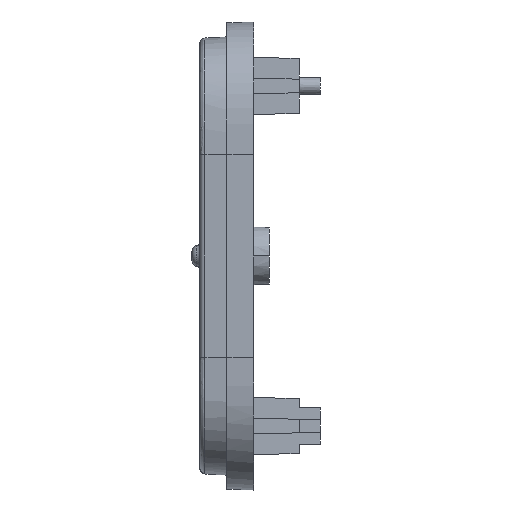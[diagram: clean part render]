
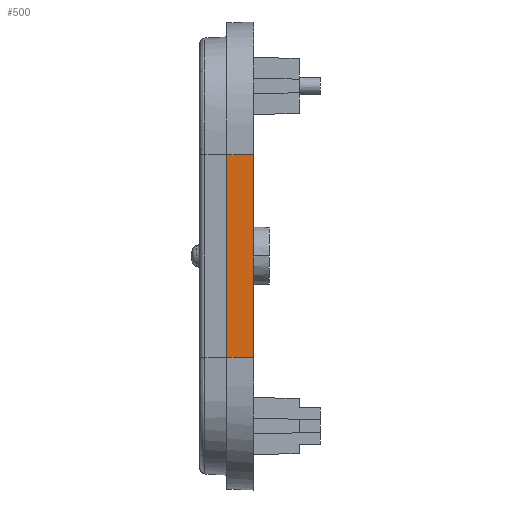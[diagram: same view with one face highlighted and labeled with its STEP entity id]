
A CAD part, left-side view. The second image highlights one B-rep face of the part: STEP entity #500.
In plain terms, the highlighted planar face has unit normal (-0.999, 0.035, 0).
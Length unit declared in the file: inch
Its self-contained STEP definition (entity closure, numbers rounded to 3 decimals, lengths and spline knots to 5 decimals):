
#31 = VERTEX_POINT ( 'NONE', #3642 ) ;
#114 = LINE ( 'NONE', #3852, #2808 ) ;
#266 = PLANE ( 'NONE',  #5535 ) ;
#450 = ORIENTED_EDGE ( 'NONE', *, *, #537, .T. ) ;
#454 = CARTESIAN_POINT ( 'NONE',  ( -1.12242, 0.5985, 0.18759 ) ) ;
#465 = DIRECTION ( 'NONE',  ( 0.035, 0.999, 0. ) ) ;
#500 = ADVANCED_FACE ( 'NONE', ( #5689 ), #266, .T. ) ;
#533 = CARTESIAN_POINT ( 'NONE',  ( -1.12067, 0.6485, -0.18759 ) ) ;
#537 = EDGE_CURVE ( 'NONE', #31, #2647, #5397, .T. ) ;
#623 = EDGE_LOOP ( 'NONE', ( #450, #1938, #2091, #4762 ) ) ;
#776 = VECTOR ( 'NONE', #3432, 39.37008 ) ;
#915 = DIRECTION ( 'NONE',  ( 0., 0., -1. ) ) ;
#1158 = DIRECTION ( 'NONE',  ( 0.035, 0.999, 0. ) ) ;
#1515 = VERTEX_POINT ( 'NONE', #4106 ) ;
#1938 = ORIENTED_EDGE ( 'NONE', *, *, #3169, .F. ) ;
#1957 = VECTOR ( 'NONE', #465, 39.37008 ) ;
#2091 = ORIENTED_EDGE ( 'NONE', *, *, #4895, .F. ) ;
#2415 = DIRECTION ( 'NONE',  ( -0.999, 0.035, 0. ) ) ;
#2647 = VERTEX_POINT ( 'NONE', #533 ) ;
#2808 = VECTOR ( 'NONE', #1158, 39.37008 ) ;
#2915 = CARTESIAN_POINT ( 'NONE',  ( -1.12242, 0.5985, 0.18759 ) ) ;
#3169 = EDGE_CURVE ( 'NONE', #1515, #2647, #114, .T. ) ;
#3276 = EDGE_CURVE ( 'NONE', #3600, #31, #4368, .T. ) ;
#3362 = LINE ( 'NONE', #454, #4278 ) ;
#3432 = DIRECTION ( 'NONE',  ( 0., 0., -1. ) ) ;
#3600 = VERTEX_POINT ( 'NONE', #2915 ) ;
#3642 = CARTESIAN_POINT ( 'NONE',  ( -1.12067, 0.6485, 0.18759 ) ) ;
#3852 = CARTESIAN_POINT ( 'NONE',  ( -1.12067, 0.6485, -0.18759 ) ) ;
#4106 = CARTESIAN_POINT ( 'NONE',  ( -1.12242, 0.5985, -0.18759 ) ) ;
#4139 = CARTESIAN_POINT ( 'NONE',  ( -1.12067, 0.6485, 0.18759 ) ) ;
#4278 = VECTOR ( 'NONE', #915, 39.37008 ) ;
#4368 = LINE ( 'NONE', #5416, #1957 ) ;
#4762 = ORIENTED_EDGE ( 'NONE', *, *, #3276, .T. ) ;
#4882 = CARTESIAN_POINT ( 'NONE',  ( -1.12067, 0.6485, 0.18759 ) ) ;
#4895 = EDGE_CURVE ( 'NONE', #3600, #1515, #3362, .T. ) ;
#5397 = LINE ( 'NONE', #4139, #776 ) ;
#5416 = CARTESIAN_POINT ( 'NONE',  ( -1.12067, 0.6485, 0.18759 ) ) ;
#5521 = DIRECTION ( 'NONE',  ( -0.035, -0.999, 0. ) ) ;
#5535 = AXIS2_PLACEMENT_3D ( 'NONE', #4882, #2415, #5521 ) ;
#5689 = FACE_OUTER_BOUND ( 'NONE', #623, .T. ) ;
